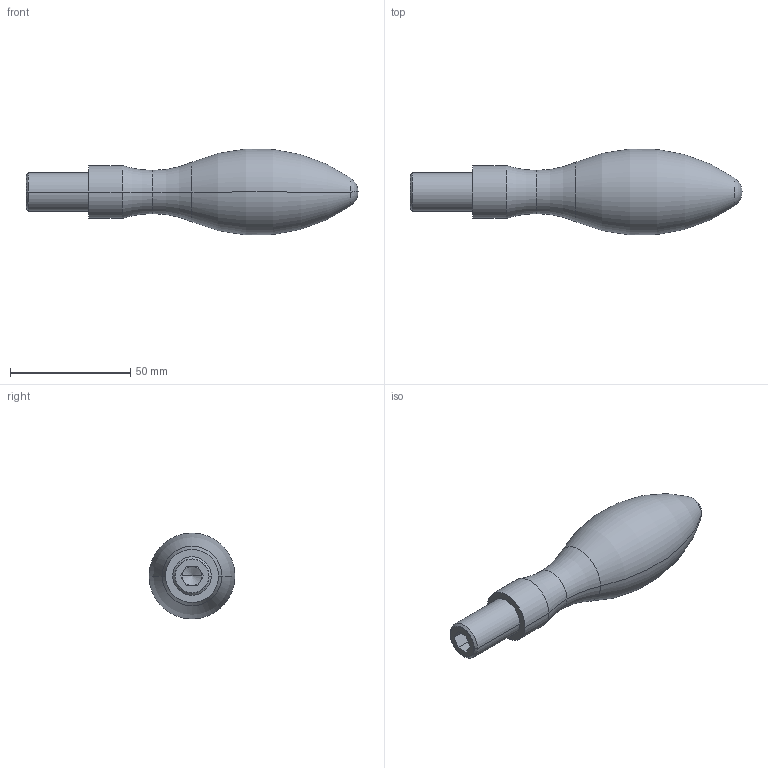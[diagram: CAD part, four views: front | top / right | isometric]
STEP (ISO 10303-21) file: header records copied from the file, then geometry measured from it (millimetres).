
FILE_DESCRIPTION(('STEP AP214'),'1');
FILE_NAME('HALDERN_EH_24450_0136.stp','2017-05-09T08:15:19',('TraceParts'),('TraceParts S.A.'),'Spatial InterOp 3D',' ',' ');
FILE_SCHEMA(('automotive_design'));
Length unit declared in the file: millimetre
Products named in the file (1): HALDERN_EH_24450_0136
Bounding box: 138 x 35.67 x 35.67 mm (x, y, z)
Volume: 67327.2 mm3; surface area: 11336.5 mm2
Topology: 1 solids, 1 shells, 44 faces, 98 edges, 58 vertices
Faces by surface type: plane 26, torus 6, cone 6, cylinder 4, sphere 2
Entity records: 1538 total; most frequent: CARTESIAN_POINT 233, DIRECTION 200, ORIENTED_EDGE 188, EDGE_CURVE 94, AXIS2_PLACEMENT_3D 79, VERTEX_POINT 58, EDGE_LOOP 50, STYLED_ITEM 45
